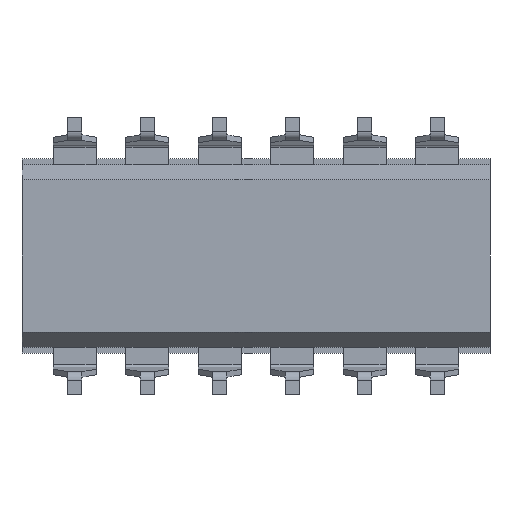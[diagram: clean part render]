
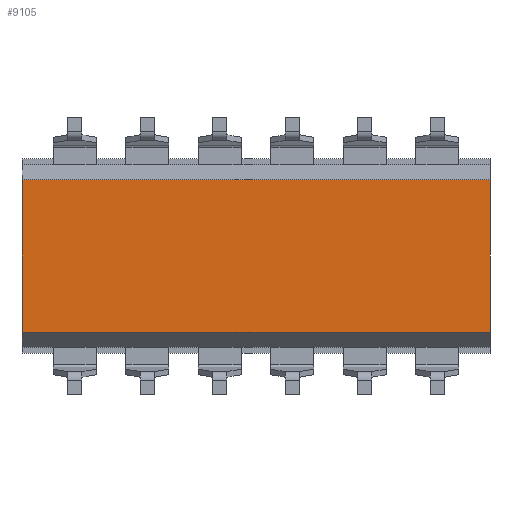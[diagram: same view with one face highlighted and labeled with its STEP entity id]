
A CAD part, front view. The second image highlights one B-rep face of the part: STEP entity #9105.
In plain terms, the highlighted planar face has unit normal (0, -1, 0).
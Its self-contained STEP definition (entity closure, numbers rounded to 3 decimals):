
#83 = CARTESIAN_POINT ( 'NONE',  ( 8.2, 0.5, 2.68 ) ) ;
#177 = LINE ( 'NONE', #446, #16423 ) ;
#180 = DIRECTION ( 'NONE',  ( 0., 0., -1. ) ) ;
#243 = CARTESIAN_POINT ( 'NONE',  ( 8.2, 0.5, -2.68 ) ) ;
#446 = CARTESIAN_POINT ( 'NONE',  ( 8.2, 0.5, -2.68 ) ) ;
#2072 = VERTEX_POINT ( 'NONE', #15100 ) ;
#2257 = PLANE ( 'NONE',  #7027 ) ;
#3470 = CARTESIAN_POINT ( 'NONE',  ( 8.2, 0.5, -2.68 ) ) ;
#3513 = CARTESIAN_POINT ( 'NONE',  ( 8.2, 0.5, 2.68 ) ) ;
#3661 = ORIENTED_EDGE ( 'NONE', *, *, #7037, .T. ) ;
#4033 = LINE ( 'NONE', #9419, #10898 ) ;
#5068 = ORIENTED_EDGE ( 'NONE', *, *, #10203, .F. ) ;
#6961 = CARTESIAN_POINT ( 'NONE',  ( 8.2, 0.5, -2.68 ) ) ;
#7010 = LINE ( 'NONE', #243, #13467 ) ;
#7027 = AXIS2_PLACEMENT_3D ( 'NONE', #3470, #17090, #13177 ) ;
#7037 = EDGE_CURVE ( 'NONE', #7144, #10605, #15600, .T. ) ;
#7144 = VERTEX_POINT ( 'NONE', #83 ) ;
#8920 = FACE_OUTER_BOUND ( 'NONE', #16467, .T. ) ;
#9105 = ADVANCED_FACE ( 'NONE', ( #8920 ), #2257, .F. ) ;
#9419 = CARTESIAN_POINT ( 'NONE',  ( -8.2, 0.5, -2.68 ) ) ;
#10203 = EDGE_CURVE ( 'NONE', #7144, #14665, #177, .T. ) ;
#10437 = CARTESIAN_POINT ( 'NONE',  ( -8.2, 0.5, 2.68 ) ) ;
#10605 = VERTEX_POINT ( 'NONE', #10437 ) ;
#10898 = VECTOR ( 'NONE', #180, 1000. ) ;
#10903 = DIRECTION ( 'NONE',  ( 0., 0., -1. ) ) ;
#12155 = ORIENTED_EDGE ( 'NONE', *, *, #15264, .F. ) ;
#12391 = DIRECTION ( 'NONE',  ( -1., 0., 0. ) ) ;
#12417 = EDGE_CURVE ( 'NONE', #10605, #2072, #4033, .T. ) ;
#13177 = DIRECTION ( 'NONE',  ( 0., 0., 1. ) ) ;
#13467 = VECTOR ( 'NONE', #12391, 1000. ) ;
#14665 = VERTEX_POINT ( 'NONE', #6961 ) ;
#15092 = ORIENTED_EDGE ( 'NONE', *, *, #12417, .T. ) ;
#15100 = CARTESIAN_POINT ( 'NONE',  ( -8.2, 0.5, -2.68 ) ) ;
#15264 = EDGE_CURVE ( 'NONE', #14665, #2072, #7010, .T. ) ;
#15600 = LINE ( 'NONE', #3513, #16283 ) ;
#15688 = DIRECTION ( 'NONE',  ( -1., 0., 0. ) ) ;
#16283 = VECTOR ( 'NONE', #15688, 1000. ) ;
#16423 = VECTOR ( 'NONE', #10903, 1000. ) ;
#16467 = EDGE_LOOP ( 'NONE', ( #15092, #12155, #5068, #3661 ) ) ;
#17090 = DIRECTION ( 'NONE',  ( 0., 1., 0. ) ) ;
